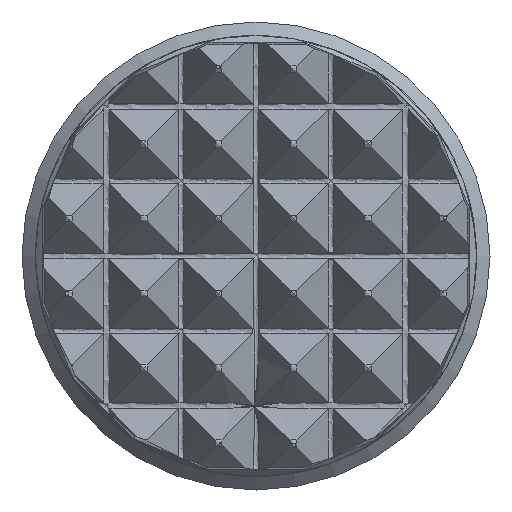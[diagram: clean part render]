
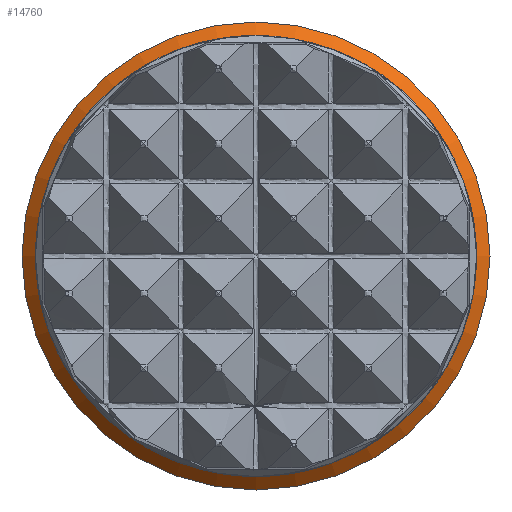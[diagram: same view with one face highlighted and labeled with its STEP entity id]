
A CAD part, left-side view. The second image highlights one B-rep face of the part: STEP entity #14760.
In plain terms, the highlighted conical face has half-angle 45 degrees and reference radius 1.46 mm.
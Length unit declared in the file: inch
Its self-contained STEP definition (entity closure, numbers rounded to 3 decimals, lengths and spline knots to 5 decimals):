
#179 = VERTEX_POINT ( 'NONE', #2859 ) ;
#446 = AXIS2_PLACEMENT_3D ( 'NONE', #8003, #13991, #12634 ) ;
#1137 = AXIS2_PLACEMENT_3D ( 'NONE', #17261, #3660, #12611 ) ;
#1645 = EDGE_LOOP ( 'NONE', ( #3185 ) ) ;
#2528 = EDGE_CURVE ( 'NONE', #179, #179, #9268, .T. ) ;
#2859 = CARTESIAN_POINT ( 'NONE',  ( -0.493, 0., 0.061 ) ) ;
#3047 = CARTESIAN_POINT ( 'NONE',  ( -0.4965, 0., 0.0575 ) ) ;
#3185 = ORIENTED_EDGE ( 'NONE', *, *, #2528, .T. ) ;
#3660 = DIRECTION ( 'NONE',  ( -1., 0., 0. ) ) ;
#4885 = DIRECTION ( 'NONE',  ( 0., 0., -1. ) ) ;
#6380 = FACE_OUTER_BOUND ( 'NONE', #1645, .T. ) ;
#6478 = EDGE_LOOP ( 'NONE', ( #6684 ) ) ;
#6684 = ORIENTED_EDGE ( 'NONE', *, *, #18234, .F. ) ;
#8003 = CARTESIAN_POINT ( 'NONE',  ( -0.4965, 0., 0. ) ) ;
#8548 = CIRCLE ( 'NONE', #446, 0.0575 ) ;
#9038 = VERTEX_POINT ( 'NONE', #3047 ) ;
#9268 = CIRCLE ( 'NONE', #1137, 0.061 ) ;
#9471 = CONICAL_SURFACE ( 'NONE', #16027, 0.0575, 0.785 ) ;
#12165 = FACE_BOUND ( 'NONE', #6478, .T. ) ;
#12349 = DIRECTION ( 'NONE',  ( 1., 0., 0. ) ) ;
#12611 = DIRECTION ( 'NONE',  ( 0., 0., 1. ) ) ;
#12634 = DIRECTION ( 'NONE',  ( 0., 0., 1. ) ) ;
#13991 = DIRECTION ( 'NONE',  ( -1., 0., 0. ) ) ;
#14760 = ADVANCED_FACE ( 'NONE', ( #6380, #12165 ), #9471, .T. ) ;
#16027 = AXIS2_PLACEMENT_3D ( 'NONE', #18474, #12349, #4885 ) ;
#17261 = CARTESIAN_POINT ( 'NONE',  ( -0.493, 0., 0. ) ) ;
#18234 = EDGE_CURVE ( 'NONE', #9038, #9038, #8548, .T. ) ;
#18474 = CARTESIAN_POINT ( 'NONE',  ( -0.4965, 0., 0. ) ) ;
